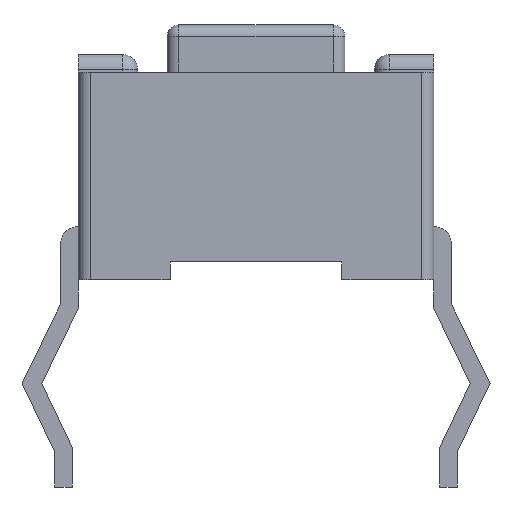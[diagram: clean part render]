
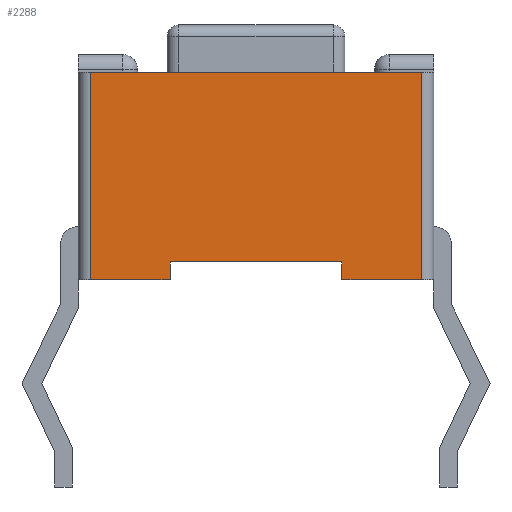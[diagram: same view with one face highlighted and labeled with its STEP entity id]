
A CAD part, left-side view. The second image highlights one B-rep face of the part: STEP entity #2288.
In plain terms, the highlighted planar face has unit normal (-1, 0, 0).
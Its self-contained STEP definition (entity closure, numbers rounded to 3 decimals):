
#187=DIRECTION('',(0.,-1.,0.));
#188=VECTOR('',#187,5.6);
#189=CARTESIAN_POINT('',(-1.75,2.8,0.));
#190=LINE('',#189,#188);
#721=DIRECTION('',(0.,0.,1.));
#722=VECTOR('',#721,0.3);
#723=CARTESIAN_POINT('',(-1.75,-1.45,-3.5));
#724=LINE('',#723,#722);
#725=DIRECTION('',(0.,1.,0.));
#726=VECTOR('',#725,2.9);
#727=CARTESIAN_POINT('',(-1.75,-1.45,-3.2));
#728=LINE('',#727,#726);
#729=DIRECTION('',(0.,0.,1.));
#730=VECTOR('',#729,0.3);
#731=CARTESIAN_POINT('',(-1.75,1.45,-3.5));
#732=LINE('',#731,#730);
#733=DIRECTION('',(0.,0.,-1.));
#734=VECTOR('',#733,3.5);
#735=CARTESIAN_POINT('',(-1.75,2.8,0.));
#736=LINE('',#735,#734);
#753=DIRECTION('',(0.,-1.,0.));
#754=VECTOR('',#753,1.35);
#755=CARTESIAN_POINT('',(-1.75,-1.45,-3.5));
#756=LINE('',#755,#754);
#779=DIRECTION('',(0.,-1.,0.));
#780=VECTOR('',#779,1.35);
#781=CARTESIAN_POINT('',(-1.75,2.8,-3.5));
#782=LINE('',#781,#780);
#829=DIRECTION('',(0.,0.,-1.));
#830=VECTOR('',#829,3.5);
#831=CARTESIAN_POINT('',(-1.75,-2.8,0.));
#832=LINE('',#831,#830);
#1159=CARTESIAN_POINT('',(-1.75,2.8,0.));
#1161=VERTEX_POINT('',#1159);
#1162=CARTESIAN_POINT('',(-1.75,-2.8,0.));
#1163=VERTEX_POINT('',#1162);
#1175=CARTESIAN_POINT('',(-1.75,2.8,-3.5));
#1177=VERTEX_POINT('',#1175);
#1178=CARTESIAN_POINT('',(-1.75,-2.8,-3.5));
#1180=VERTEX_POINT('',#1178);
#1190=CARTESIAN_POINT('',(-1.75,-1.45,-3.5));
#1191=CARTESIAN_POINT('',(-1.75,-1.45,-3.2));
#1192=VERTEX_POINT('',#1190);
#1193=VERTEX_POINT('',#1191);
#1194=CARTESIAN_POINT('',(-1.75,1.45,-3.2));
#1195=VERTEX_POINT('',#1194);
#1196=CARTESIAN_POINT('',(-1.75,1.45,-3.5));
#1197=VERTEX_POINT('',#1196);
#2267=CARTESIAN_POINT('',(-1.75,2.8,0.));
#2268=DIRECTION('',(-1.,0.,0.));
#2269=DIRECTION('',(0.,-1.,0.));
#2270=AXIS2_PLACEMENT_3D('',#2267,#2268,#2269);
#2271=PLANE('',#2270);
#2273=ORIENTED_EDGE('',*,*,#2272,.T.);
#2275=ORIENTED_EDGE('',*,*,#2274,.T.);
#2277=ORIENTED_EDGE('',*,*,#2276,.F.);
#2279=ORIENTED_EDGE('',*,*,#2278,.F.);
#2280=ORIENTED_EDGE('',*,*,#2259,.F.);
#2281=ORIENTED_EDGE('',*,*,#1477,.T.);
#2283=ORIENTED_EDGE('',*,*,#2282,.T.);
#2285=ORIENTED_EDGE('',*,*,#2284,.F.);
#2286=EDGE_LOOP('',(#2273,#2275,#2277,#2279,#2280,#2281,#2283,#2285));
#2287=FACE_OUTER_BOUND('',#2286,.F.);
#1477=EDGE_CURVE('',#1161,#1163,#190,.T.);
#2259=EDGE_CURVE('',#1161,#1177,#736,.T.);
#2272=EDGE_CURVE('',#1192,#1193,#724,.T.);
#2274=EDGE_CURVE('',#1193,#1195,#728,.T.);
#2276=EDGE_CURVE('',#1197,#1195,#732,.T.);
#2278=EDGE_CURVE('',#1177,#1197,#782,.T.);
#2282=EDGE_CURVE('',#1163,#1180,#832,.T.);
#2284=EDGE_CURVE('',#1192,#1180,#756,.T.);
#2288=ADVANCED_FACE('',(#2287),#2271,.T.);
